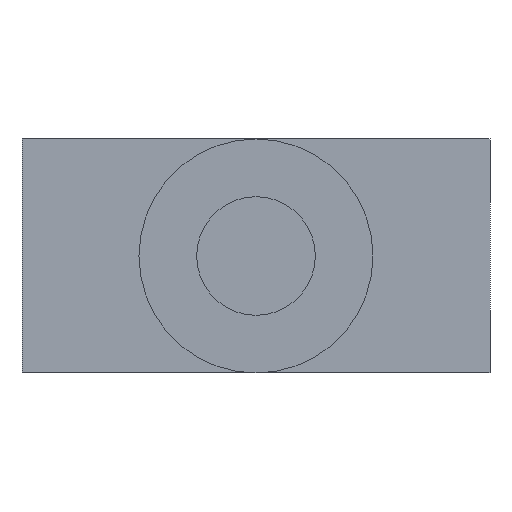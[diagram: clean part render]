
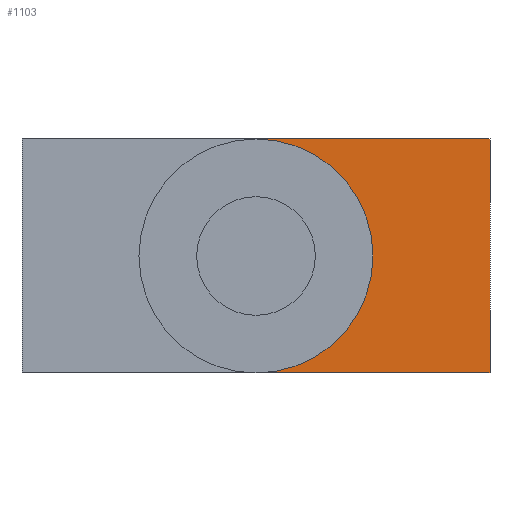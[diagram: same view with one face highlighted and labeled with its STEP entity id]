
A CAD part, front view. The second image highlights one B-rep face of the part: STEP entity #1103.
In plain terms, the highlighted planar face has unit normal (0, -1, 0).
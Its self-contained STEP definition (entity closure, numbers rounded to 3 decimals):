
#367 = DIRECTION ( 'NONE',  ( 1., 0., 0. ) ) ;
#370 = CARTESIAN_POINT ( 'NONE',  ( 0., -43., -7.5 ) ) ;
#377 = LINE ( 'NONE', #370, #1463 ) ;
#382 = CARTESIAN_POINT ( 'NONE',  ( 15., -43., 0. ) ) ;
#383 = DIRECTION ( 'NONE',  ( 0., 0., 1. ) ) ;
#387 = LINE ( 'NONE', #382, #1462 ) ;
#401 = CARTESIAN_POINT ( 'NONE',  ( 0., -43., 0. ) ) ;
#419 = DIRECTION ( 'NONE',  ( 0., -1., 0. ) ) ;
#421 = DIRECTION ( 'NONE',  ( 0., 0., 1. ) ) ;
#482 = CARTESIAN_POINT ( 'NONE',  ( 15., -43., 7.5 ) ) ;
#648 = FACE_OUTER_BOUND ( 'NONE', #1938, .T. ) ;
#654 = AXIS2_PLACEMENT_3D ( 'NONE', #852, #848, #845 ) ;
#845 = DIRECTION ( 'NONE',  ( -1., 0., 0. ) ) ;
#848 = DIRECTION ( 'NONE',  ( 0., 1., 0. ) ) ;
#850 = PLANE ( 'NONE',  #654 ) ;
#852 = CARTESIAN_POINT ( 'NONE',  ( 15., -43., -7.5 ) ) ;
#884 = DIRECTION ( 'NONE',  ( 1., 0., 0. ) ) ;
#922 = CARTESIAN_POINT ( 'NONE',  ( 7.455, -43., 7.5 ) ) ;
#924 = LINE ( 'NONE', #922, #1501 ) ;
#1103 = ADVANCED_FACE ( 'NONE', ( #648 ), #850, .F. ) ;
#1135 = EDGE_CURVE ( 'NONE', #2389, #2300, #924, .T. ) ;
#1175 = EDGE_CURVE ( 'NONE', #2386, #2368, #377, .T. ) ;
#1176 = EDGE_CURVE ( 'NONE', #2368, #2300, #387, .T. ) ;
#1288 = CIRCLE ( 'NONE', #1389, 7.5 ) ;
#1302 = EDGE_CURVE ( 'NONE', #2386, #2389, #1288, .T. ) ;
#1389 = AXIS2_PLACEMENT_3D ( 'NONE', #401, #419, #421 ) ;
#1462 = VECTOR ( 'NONE', #383, 1000. ) ;
#1463 = VECTOR ( 'NONE', #367, 1000. ) ;
#1501 = VECTOR ( 'NONE', #884, 1000. ) ;
#1938 = EDGE_LOOP ( 'NONE', ( #2164, #2166, #2165, #2168 ) ) ;
#2164 = ORIENTED_EDGE ( 'NONE', *, *, #1175, .T. ) ;
#2165 = ORIENTED_EDGE ( 'NONE', *, *, #1135, .F. ) ;
#2166 = ORIENTED_EDGE ( 'NONE', *, *, #1176, .T. ) ;
#2168 = ORIENTED_EDGE ( 'NONE', *, *, #1302, .F. ) ;
#2300 = VERTEX_POINT ( 'NONE', #482 ) ;
#2368 = VERTEX_POINT ( 'NONE', #2465 ) ;
#2386 = VERTEX_POINT ( 'NONE', #2424 ) ;
#2389 = VERTEX_POINT ( 'NONE', #2442 ) ;
#2424 = CARTESIAN_POINT ( 'NONE',  ( 0., -43., -7.5 ) ) ;
#2442 = CARTESIAN_POINT ( 'NONE',  ( 0., -43., 7.5 ) ) ;
#2465 = CARTESIAN_POINT ( 'NONE',  ( 15., -43., -7.5 ) ) ;
